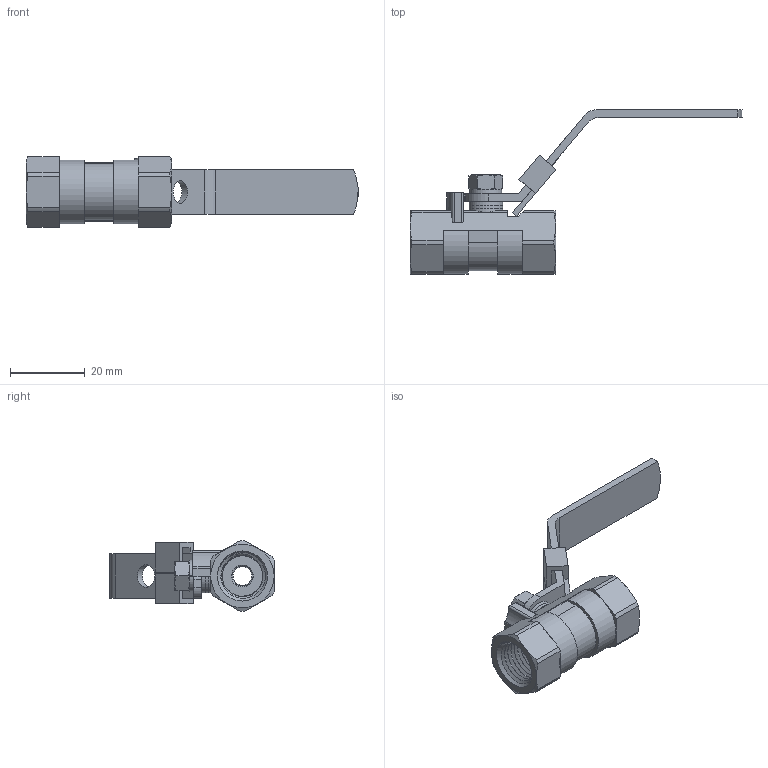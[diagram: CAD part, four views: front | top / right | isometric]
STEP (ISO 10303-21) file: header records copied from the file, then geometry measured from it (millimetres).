
FILE_DESCRIPTION(/* description */ ('Unknown'),/* implementation_level */ '2;1');
FILE_NAME(/* name */ 'R-590 DN08',/* time_stamp */ '2020-09-14T17:23:00+08:00',/* author */ ('Unknown'),/* organization */ ('Unknown'),/* preprocessor_version */ 'ST-DEVELOPER v16.7',/* originating_system */ 'DEX',/* authorisation */ $);
FILE_SCHEMA (('AUTOMOTIVE_DESIGN {1 0 10303 214 3 1 1}'));
Length unit declared in the file: millimetre
Products named in the file (2): R-590 DN08; DN08
Assembly tree (1 placements, depth 2):
  R-590 DN08
    DN08
Bounding box: 88.89 x 44 x 19 mm (x, y, z)
Volume: 9331.8 mm3; surface area: 9641 mm2
Topology: 10 solids, 10 shells, 257 faces, 780 edges, 545 vertices
Faces by surface type: plane 99, cylinder 69, cone 45, bspline 44
Full cylindrical faces by diameter (mm): 5 x2, 5.1 x2, 5.3 x1, 6 x1, 9 x3, 10 x1, 10.8 x1
Entity records: 18162 total; most frequent: CARTESIAN_POINT 11856, ORIENTED_EDGE 1526, DIRECTION 1022, EDGE_CURVE 763, VERTEX_POINT 543, AXIS2_PLACEMENT_3D 385, EDGE_LOOP 286, FACE_BOUND 286
